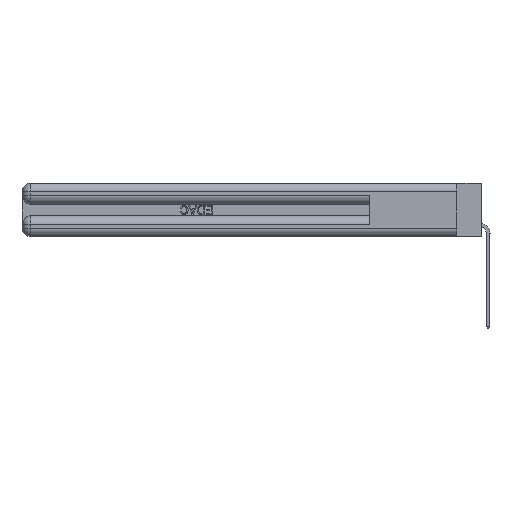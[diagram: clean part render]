
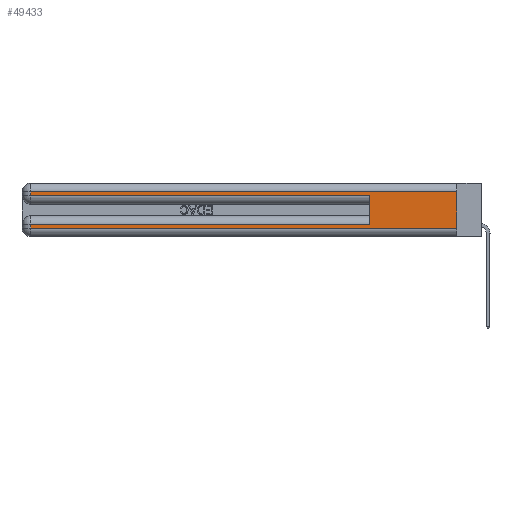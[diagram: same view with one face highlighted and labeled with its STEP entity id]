
A CAD part, left-side view. The second image highlights one B-rep face of the part: STEP entity #49433.
In plain terms, the highlighted planar face has unit normal (-1, 0, 0).
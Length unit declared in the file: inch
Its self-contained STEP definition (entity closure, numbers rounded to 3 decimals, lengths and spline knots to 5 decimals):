
#1277 = AXIS2_PLACEMENT_3D ( 'NONE', #42882, #18916, #46892 ) ;
#2224 = ORIENTED_EDGE ( 'NONE', *, *, #39032, .T. ) ;
#3374 = VECTOR ( 'NONE', #10981, 39.37008 ) ;
#3381 = CARTESIAN_POINT ( 'NONE',  ( 0., 0., 0.37 ) ) ;
#7677 = CARTESIAN_POINT ( 'NONE',  ( 0., 2.94, 0.06 ) ) ;
#8284 = VERTEX_POINT ( 'NONE', #43354 ) ;
#10599 = LINE ( 'NONE', #3381, #30640 ) ;
#10674 = VERTEX_POINT ( 'NONE', #34562 ) ;
#10981 = DIRECTION ( 'NONE',  ( 0., 0., -1. ) ) ;
#11314 = VECTOR ( 'NONE', #36109, 39.37008 ) ;
#12111 = CARTESIAN_POINT ( 'NONE',  ( 0., 0., 0.06 ) ) ;
#12325 = DIRECTION ( 'NONE',  ( 0., 1., 0. ) ) ;
#12729 = CARTESIAN_POINT ( 'NONE',  ( 0., 2.94, 0.37 ) ) ;
#14686 = CARTESIAN_POINT ( 'NONE',  ( 0., 2.94, 0.37 ) ) ;
#15005 = VECTOR ( 'NONE', #45303, 39.37008 ) ;
#16439 = VECTOR ( 'NONE', #44997, 39.37008 ) ;
#17975 = ORIENTED_EDGE ( 'NONE', *, *, #48008, .T. ) ;
#18430 = EDGE_CURVE ( 'NONE', #44638, #38232, #38417, .T. ) ;
#18916 = DIRECTION ( 'NONE',  ( 1., 0., 0. ) ) ;
#18958 = CARTESIAN_POINT ( 'NONE',  ( 0., 2.94, 0.285 ) ) ;
#20067 = LINE ( 'NONE', #41180, #31364 ) ;
#20744 = EDGE_CURVE ( 'NONE', #41164, #44638, #23196, .T. ) ;
#21864 = CARTESIAN_POINT ( 'NONE',  ( 0., 0., 0.285 ) ) ;
#22459 = EDGE_CURVE ( 'NONE', #32999, #36459, #33898, .T. ) ;
#23107 = ORIENTED_EDGE ( 'NONE', *, *, #36108, .F. ) ;
#23196 = LINE ( 'NONE', #36327, #47559 ) ;
#23276 = EDGE_CURVE ( 'NONE', #10674, #8284, #10599, .T. ) ;
#23426 = ORIENTED_EDGE ( 'NONE', *, *, #23276, .F. ) ;
#27518 = CARTESIAN_POINT ( 'NONE',  ( 0., 2.94, 0.085 ) ) ;
#27557 = PLANE ( 'NONE',  #1277 ) ;
#27929 = VERTEX_POINT ( 'NONE', #28290 ) ;
#28290 = CARTESIAN_POINT ( 'NONE',  ( 0., 2.94, 0.31 ) ) ;
#30640 = VECTOR ( 'NONE', #51509, 39.37008 ) ;
#31364 = VECTOR ( 'NONE', #49992, 39.37008 ) ;
#32788 = CARTESIAN_POINT ( 'NONE',  ( 0., 0., 0.31 ) ) ;
#32999 = VERTEX_POINT ( 'NONE', #18958 ) ;
#33321 = ORIENTED_EDGE ( 'NONE', *, *, #18430, .T. ) ;
#33367 = DIRECTION ( 'NONE',  ( 0., 0., -1. ) ) ;
#33898 = LINE ( 'NONE', #21864, #11314 ) ;
#34562 = CARTESIAN_POINT ( 'NONE',  ( 0., 0., 0.31 ) ) ;
#36108 = EDGE_CURVE ( 'NONE', #41164, #36459, #20067, .T. ) ;
#36109 = DIRECTION ( 'NONE',  ( 0., -1., 0. ) ) ;
#36327 = CARTESIAN_POINT ( 'NONE',  ( 0., 0., 0.085 ) ) ;
#36459 = VERTEX_POINT ( 'NONE', #37352 ) ;
#36520 = LINE ( 'NONE', #12729, #39655 ) ;
#37352 = CARTESIAN_POINT ( 'NONE',  ( 0., 0.6, 0.285 ) ) ;
#38232 = VERTEX_POINT ( 'NONE', #7677 ) ;
#38417 = LINE ( 'NONE', #14686, #3374 ) ;
#39032 = EDGE_CURVE ( 'NONE', #27929, #32999, #36520, .T. ) ;
#39655 = VECTOR ( 'NONE', #33367, 39.37008 ) ;
#41164 = VERTEX_POINT ( 'NONE', #46428 ) ;
#41180 = CARTESIAN_POINT ( 'NONE',  ( 0., 0.6, 0.145 ) ) ;
#42882 = CARTESIAN_POINT ( 'NONE',  ( 0., 0., 0.37 ) ) ;
#43354 = CARTESIAN_POINT ( 'NONE',  ( 0., 0., 0.06 ) ) ;
#44638 = VERTEX_POINT ( 'NONE', #27518 ) ;
#44997 = DIRECTION ( 'NONE',  ( 0., 1., 0. ) ) ;
#45303 = DIRECTION ( 'NONE',  ( 0., -1., 0. ) ) ;
#45359 = EDGE_CURVE ( 'NONE', #10674, #27929, #47210, .T. ) ;
#46118 = FACE_OUTER_BOUND ( 'NONE', #49481, .T. ) ;
#46428 = CARTESIAN_POINT ( 'NONE',  ( 0., 0.6, 0.085 ) ) ;
#46892 = DIRECTION ( 'NONE',  ( 0., 0., -1. ) ) ;
#46895 = LINE ( 'NONE', #12111, #15005 ) ;
#47210 = LINE ( 'NONE', #32788, #16439 ) ;
#47559 = VECTOR ( 'NONE', #12325, 39.37008 ) ;
#47896 = ORIENTED_EDGE ( 'NONE', *, *, #20744, .T. ) ;
#48008 = EDGE_CURVE ( 'NONE', #38232, #8284, #46895, .T. ) ;
#49433 = ADVANCED_FACE ( 'NONE', ( #46118 ), #27557, .F. ) ;
#49481 = EDGE_LOOP ( 'NONE', ( #23426, #49605, #2224, #49985, #23107, #47896, #33321, #17975 ) ) ;
#49605 = ORIENTED_EDGE ( 'NONE', *, *, #45359, .T. ) ;
#49985 = ORIENTED_EDGE ( 'NONE', *, *, #22459, .T. ) ;
#49992 = DIRECTION ( 'NONE',  ( 0., 0., 1. ) ) ;
#51509 = DIRECTION ( 'NONE',  ( 0., 0., -1. ) ) ;
